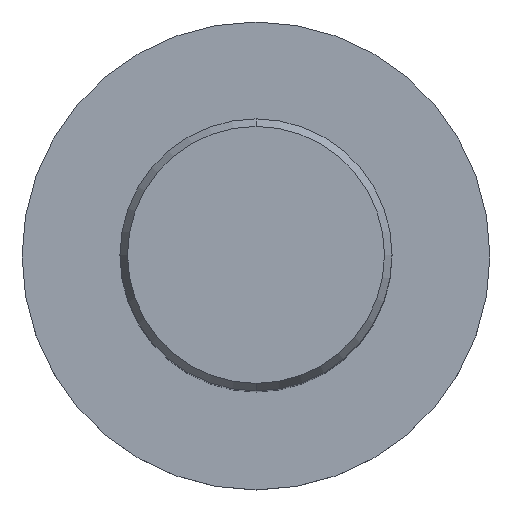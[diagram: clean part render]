
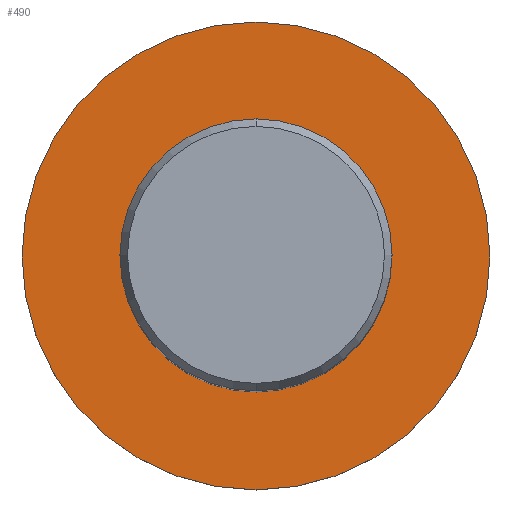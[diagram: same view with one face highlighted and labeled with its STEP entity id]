
A CAD part, top view. The second image highlights one B-rep face of the part: STEP entity #490.
In plain terms, the highlighted planar face has unit normal (0, 0, 1).
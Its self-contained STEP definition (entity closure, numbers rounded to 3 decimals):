
#196=VERTEX_POINT('',#530);
#212=EDGE_CURVE('',#196,#274,#547,.T.);
#274=VERTEX_POINT('',#617);
#290=VERTEX_POINT('',#633);
#402=EDGE_CURVE('',#290,#438,#754,.T.);
#438=VERTEX_POINT('',#793);
#452=EDGE_CURVE('',#274,#196,#809,.T.);
#490=ADVANCED_FACE('',(#851,#852),#853,.T.);
#496=EDGE_CURVE('',#438,#290,#859,.T.);
#530=CARTESIAN_POINT('',(0.0,21.5,-56.0));
#547=CIRCLE('',#911,21.5);
#617=CARTESIAN_POINT('',(0.,-21.5,-56.0));
#633=CARTESIAN_POINT('',(0.0,12.5,-56.0));
#754=CIRCLE('',#1334,12.5);
#793=CARTESIAN_POINT('',(0.,-12.5,-56.0));
#809=CIRCLE('',#1462,21.5);
#851=FACE_BOUND('',#1550,.T.);
#852=FACE_OUTER_BOUND('',#1551,.T.);
#853=PLANE('',#1552);
#859=CIRCLE('',#1560,12.5);
#911=AXIS2_PLACEMENT_3D('',#1600,#1601,#1602);
#1334=AXIS2_PLACEMENT_3D('',#1830,#1831,#1832);
#1462=AXIS2_PLACEMENT_3D('',#1900,#1901,#1902);
#1550=EDGE_LOOP('',(#1948,#1949));
#1551=EDGE_LOOP('',(#1950,#1951));
#1552=AXIS2_PLACEMENT_3D('',#1952,#1953,#1954);
#1560=AXIS2_PLACEMENT_3D('',#1958,#1959,#1960);
#1600=CARTESIAN_POINT('',(0.0,0.0,-56.0));
#1601=DIRECTION('',(0.0,0.0,-1.0));
#1602=DIRECTION('',(0.0,1.0,0.0));
#1830=CARTESIAN_POINT('',(0.0,0.0,-56.0));
#1831=DIRECTION('',(-0.0,0.0,-1.0));
#1832=DIRECTION('',(0.0,1.0,0.0));
#1900=CARTESIAN_POINT('',(0.0,0.0,-56.0));
#1901=DIRECTION('',(0.0,0.0,-1.0));
#1902=DIRECTION('',(0.0,1.0,0.0));
#1948=ORIENTED_EDGE('',*,*,#402,.T.);
#1949=ORIENTED_EDGE('',*,*,#496,.T.);
#1950=ORIENTED_EDGE('',*,*,#212,.F.);
#1951=ORIENTED_EDGE('',*,*,#452,.F.);
#1952=CARTESIAN_POINT('',(0.0,10.75,-56.0));
#1953=DIRECTION('',(-0.0,0.0,1.0));
#1954=DIRECTION('',(0.0,-1.0,0.0));
#1958=CARTESIAN_POINT('',(0.0,0.0,-56.0));
#1959=DIRECTION('',(-0.0,0.0,-1.0));
#1960=DIRECTION('',(0.0,1.0,0.0));
